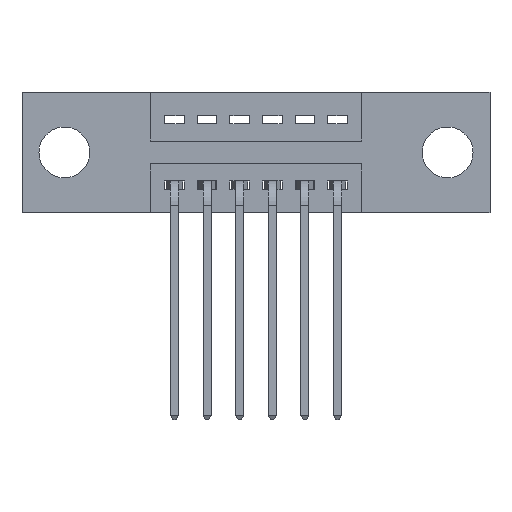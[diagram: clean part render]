
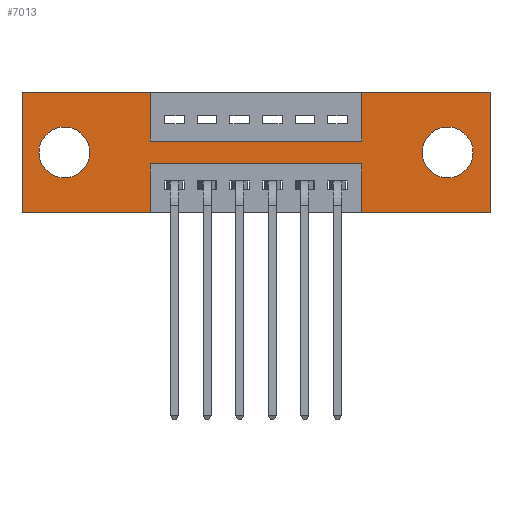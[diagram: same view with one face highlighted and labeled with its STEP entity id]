
A CAD part, front view. The second image highlights one B-rep face of the part: STEP entity #7013.
In plain terms, the highlighted planar face has unit normal (0, -1, 0).
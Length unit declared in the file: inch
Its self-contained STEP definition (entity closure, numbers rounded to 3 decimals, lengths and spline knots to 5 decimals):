
#120 = VERTEX_POINT ( 'NONE', #5814 ) ;
#313 = ORIENTED_EDGE ( 'NONE', *, *, #3683, .F. ) ;
#451 = VECTOR ( 'NONE', #3814, 39.37008 ) ;
#555 = VECTOR ( 'NONE', #9143, 39.37008 ) ;
#583 = LINE ( 'NONE', #8415, #4252 ) ;
#693 = ORIENTED_EDGE ( 'NONE', *, *, #6209, .F. ) ;
#856 = VERTEX_POINT ( 'NONE', #884 ) ;
#884 = CARTESIAN_POINT ( 'NONE',  ( 1.305, 0., -0.107 ) ) ;
#916 = AXIS2_PLACEMENT_3D ( 'NONE', #2687, #7755, #4927 ) ;
#1018 = ORIENTED_EDGE ( 'NONE', *, *, #4420, .F. ) ;
#1019 = ORIENTED_EDGE ( 'NONE', *, *, #8350, .T. ) ;
#1058 = CARTESIAN_POINT ( 'NONE',  ( 1.0425, 0., 0. ) ) ;
#1100 = LINE ( 'NONE', #1228, #8086 ) ;
#1117 = LINE ( 'NONE', #5295, #451 ) ;
#1152 = EDGE_CURVE ( 'NONE', #8182, #2588, #2689, .T. ) ;
#1228 = CARTESIAN_POINT ( 'NONE',  ( 0., 0., -0.37 ) ) ;
#1470 = CARTESIAN_POINT ( 'NONE',  ( 1.435, 0., -0.37 ) ) ;
#1605 = CARTESIAN_POINT ( 'NONE',  ( 0.3925, 0., -0.37 ) ) ;
#1620 = DIRECTION ( 'NONE',  ( 0., 1., 0. ) ) ;
#1644 = DIRECTION ( 'NONE',  ( 0., 1., 0. ) ) ;
#1658 = CARTESIAN_POINT ( 'NONE',  ( 0.13, 0., -0.107 ) ) ;
#1690 = DIRECTION ( 'NONE',  ( 0., 0., -1. ) ) ;
#1705 = EDGE_CURVE ( 'NONE', #3179, #9305, #5288, .T. ) ;
#1722 = EDGE_CURVE ( 'NONE', #856, #8368, #3794, .T. ) ;
#1749 = DIRECTION ( 'NONE',  ( 0., -1., 0. ) ) ;
#1780 = EDGE_CURVE ( 'NONE', #4926, #5146, #2198, .T. ) ;
#1787 = FACE_BOUND ( 'NONE', #7010, .T. ) ;
#1876 = LINE ( 'NONE', #1605, #2701 ) ;
#1914 = DIRECTION ( 'NONE',  ( 1., 0., 0. ) ) ;
#1971 = CARTESIAN_POINT ( 'NONE',  ( 0.3925, 0., -0.15 ) ) ;
#2088 = ORIENTED_EDGE ( 'NONE', *, *, #4688, .F. ) ;
#2164 = AXIS2_PLACEMENT_3D ( 'NONE', #8993, #1620, #1690 ) ;
#2198 = LINE ( 'NONE', #2619, #4714 ) ;
#2252 = CARTESIAN_POINT ( 'NONE',  ( 1.305, 0., -0.263 ) ) ;
#2284 = ORIENTED_EDGE ( 'NONE', *, *, #2559, .F. ) ;
#2296 = CARTESIAN_POINT ( 'NONE',  ( 0., 0., -0.37 ) ) ;
#2490 = CIRCLE ( 'NONE', #4601, 0.078 ) ;
#2559 = EDGE_CURVE ( 'NONE', #5521, #7334, #583, .T. ) ;
#2588 = VERTEX_POINT ( 'NONE', #2744 ) ;
#2596 = VECTOR ( 'NONE', #4885, 39.37008 ) ;
#2619 = CARTESIAN_POINT ( 'NONE',  ( 0., 0., -0.37 ) ) ;
#2687 = CARTESIAN_POINT ( 'NONE',  ( 1.305, 0., -0.185 ) ) ;
#2689 = LINE ( 'NONE', #8505, #3367 ) ;
#2701 = VECTOR ( 'NONE', #4642, 39.37008 ) ;
#2744 = CARTESIAN_POINT ( 'NONE',  ( 1.435, 0., 0. ) ) ;
#2773 = EDGE_CURVE ( 'NONE', #4796, #3179, #8813, .T. ) ;
#2889 = CARTESIAN_POINT ( 'NONE',  ( 0.13, 0., -0.263 ) ) ;
#2964 = CARTESIAN_POINT ( 'NONE',  ( 0.3925, 0., 0. ) ) ;
#2982 = EDGE_CURVE ( 'NONE', #8368, #856, #9367, .T. ) ;
#2992 = CARTESIAN_POINT ( 'NONE',  ( 0.13, 0., -0.185 ) ) ;
#3179 = VERTEX_POINT ( 'NONE', #1971 ) ;
#3264 = PLANE ( 'NONE',  #9271 ) ;
#3293 = CARTESIAN_POINT ( 'NONE',  ( 0., 0., -0.37 ) ) ;
#3367 = VECTOR ( 'NONE', #6364, 39.37008 ) ;
#3569 = DIRECTION ( 'NONE',  ( 1., 0., 0. ) ) ;
#3602 = ORIENTED_EDGE ( 'NONE', *, *, #9083, .F. ) ;
#3633 = FACE_BOUND ( 'NONE', #4060, .T. ) ;
#3683 = EDGE_CURVE ( 'NONE', #5146, #120, #9247, .T. ) ;
#3768 = VECTOR ( 'NONE', #3569, 39.37008 ) ;
#3772 = EDGE_CURVE ( 'NONE', #120, #4796, #8108, .T. ) ;
#3774 = DIRECTION ( 'NONE',  ( 0., 0., 1. ) ) ;
#3794 = CIRCLE ( 'NONE', #916, 0.078 ) ;
#3814 = DIRECTION ( 'NONE',  ( -1., 0., 0. ) ) ;
#3836 = CIRCLE ( 'NONE', #7669, 0.078 ) ;
#3970 = ORIENTED_EDGE ( 'NONE', *, *, #2773, .F. ) ;
#4060 = EDGE_LOOP ( 'NONE', ( #1019, #5605 ) ) ;
#4073 = CARTESIAN_POINT ( 'NONE',  ( 0.3925, 0., -0.15 ) ) ;
#4209 = CARTESIAN_POINT ( 'NONE',  ( 0., 0., 0. ) ) ;
#4252 = VECTOR ( 'NONE', #4802, 39.37008 ) ;
#4395 = DIRECTION ( 'NONE',  ( 0., 0., 1. ) ) ;
#4420 = EDGE_CURVE ( 'NONE', #9305, #8182, #4560, .T. ) ;
#4425 = LINE ( 'NONE', #5010, #2596 ) ;
#4560 = LINE ( 'NONE', #1058, #555 ) ;
#4601 = AXIS2_PLACEMENT_3D ( 'NONE', #8145, #1644, #3774 ) ;
#4642 = DIRECTION ( 'NONE',  ( 0., 0., -1. ) ) ;
#4688 = EDGE_CURVE ( 'NONE', #4798, #5521, #1100, .T. ) ;
#4714 = VECTOR ( 'NONE', #8413, 39.37008 ) ;
#4796 = VERTEX_POINT ( 'NONE', #2964 ) ;
#4798 = VERTEX_POINT ( 'NONE', #1470 ) ;
#4802 = DIRECTION ( 'NONE',  ( 0., 0., 1. ) ) ;
#4852 = VERTEX_POINT ( 'NONE', #2889 ) ;
#4885 = DIRECTION ( 'NONE',  ( 0., 0., -1. ) ) ;
#4926 = VERTEX_POINT ( 'NONE', #6067 ) ;
#4927 = DIRECTION ( 'NONE',  ( 0., 0., -1. ) ) ;
#5010 = CARTESIAN_POINT ( 'NONE',  ( 1.435, 0., 0. ) ) ;
#5146 = VERTEX_POINT ( 'NONE', #2296 ) ;
#5215 = ORIENTED_EDGE ( 'NONE', *, *, #1780, .F. ) ;
#5288 = LINE ( 'NONE', #4073, #8929 ) ;
#5295 = CARTESIAN_POINT ( 'NONE',  ( 0.3925, 0., -0.22 ) ) ;
#5334 = CARTESIAN_POINT ( 'NONE',  ( 1.0425, 0., -0.22 ) ) ;
#5521 = VERTEX_POINT ( 'NONE', #5616 ) ;
#5605 = ORIENTED_EDGE ( 'NONE', *, *, #8510, .T. ) ;
#5616 = CARTESIAN_POINT ( 'NONE',  ( 1.0425, 0., -0.37 ) ) ;
#5798 = CARTESIAN_POINT ( 'NONE',  ( 0., 0., 0. ) ) ;
#5814 = CARTESIAN_POINT ( 'NONE',  ( 0., 0., 0. ) ) ;
#6067 = CARTESIAN_POINT ( 'NONE',  ( 0.3925, 0., -0.37 ) ) ;
#6098 = ORIENTED_EDGE ( 'NONE', *, *, #2982, .T. ) ;
#6129 = CARTESIAN_POINT ( 'NONE',  ( 0.3925, 0., 0. ) ) ;
#6180 = VECTOR ( 'NONE', #9069, 39.37008 ) ;
#6209 = EDGE_CURVE ( 'NONE', #7334, #7785, #1117, .T. ) ;
#6364 = DIRECTION ( 'NONE',  ( 1., 0., 0. ) ) ;
#6384 = ORIENTED_EDGE ( 'NONE', *, *, #9200, .F. ) ;
#7010 = EDGE_LOOP ( 'NONE', ( #8999, #6098 ) ) ;
#7013 = ADVANCED_FACE ( 'NONE', ( #1787, #3633, #8193 ), #3264, .T. ) ;
#7301 = VERTEX_POINT ( 'NONE', #1658 ) ;
#7334 = VERTEX_POINT ( 'NONE', #5334 ) ;
#7669 = AXIS2_PLACEMENT_3D ( 'NONE', #2992, #8013, #4395 ) ;
#7755 = DIRECTION ( 'NONE',  ( 0., 1., 0. ) ) ;
#7785 = VERTEX_POINT ( 'NONE', #8414 ) ;
#7894 = VECTOR ( 'NONE', #7910, 39.37008 ) ;
#7910 = DIRECTION ( 'NONE',  ( 0., 0., 1. ) ) ;
#8013 = DIRECTION ( 'NONE',  ( 0., 1., 0. ) ) ;
#8036 = CARTESIAN_POINT ( 'NONE',  ( 1.0425, 0., 0. ) ) ;
#8086 = VECTOR ( 'NONE', #8595, 39.37008 ) ;
#8108 = LINE ( 'NONE', #4209, #3768 ) ;
#8145 = CARTESIAN_POINT ( 'NONE',  ( 0.13, 0., -0.185 ) ) ;
#8182 = VERTEX_POINT ( 'NONE', #8036 ) ;
#8193 = FACE_OUTER_BOUND ( 'NONE', #9122, .T. ) ;
#8195 = CARTESIAN_POINT ( 'NONE',  ( 1.0425, 0., -0.15 ) ) ;
#8350 = EDGE_CURVE ( 'NONE', #7301, #4852, #2490, .T. ) ;
#8361 = DIRECTION ( 'NONE',  ( 0., 0., -1. ) ) ;
#8368 = VERTEX_POINT ( 'NONE', #2252 ) ;
#8413 = DIRECTION ( 'NONE',  ( -1., 0., 0. ) ) ;
#8414 = CARTESIAN_POINT ( 'NONE',  ( 0.3925, 0., -0.22 ) ) ;
#8415 = CARTESIAN_POINT ( 'NONE',  ( 1.0425, 0., -0.37 ) ) ;
#8505 = CARTESIAN_POINT ( 'NONE',  ( 0., 0., 0. ) ) ;
#8510 = EDGE_CURVE ( 'NONE', #4852, #7301, #3836, .T. ) ;
#8565 = ORIENTED_EDGE ( 'NONE', *, *, #3772, .F. ) ;
#8595 = DIRECTION ( 'NONE',  ( -1., 0., 0. ) ) ;
#8748 = ORIENTED_EDGE ( 'NONE', *, *, #1152, .F. ) ;
#8813 = LINE ( 'NONE', #6129, #6180 ) ;
#8929 = VECTOR ( 'NONE', #1914, 39.37008 ) ;
#8993 = CARTESIAN_POINT ( 'NONE',  ( 1.305, 0., -0.185 ) ) ;
#8999 = ORIENTED_EDGE ( 'NONE', *, *, #1722, .T. ) ;
#9038 = ORIENTED_EDGE ( 'NONE', *, *, #1705, .F. ) ;
#9069 = DIRECTION ( 'NONE',  ( 0., 0., -1. ) ) ;
#9083 = EDGE_CURVE ( 'NONE', #2588, #4798, #4425, .T. ) ;
#9122 = EDGE_LOOP ( 'NONE', ( #6384, #693, #2284, #2088, #3602, #8748, #1018, #9038, #3970, #8565, #313, #5215 ) ) ;
#9143 = DIRECTION ( 'NONE',  ( 0., 0., 1. ) ) ;
#9200 = EDGE_CURVE ( 'NONE', #7785, #4926, #1876, .T. ) ;
#9247 = LINE ( 'NONE', #5798, #7894 ) ;
#9271 = AXIS2_PLACEMENT_3D ( 'NONE', #3293, #1749, #8361 ) ;
#9305 = VERTEX_POINT ( 'NONE', #8195 ) ;
#9367 = CIRCLE ( 'NONE', #2164, 0.078 ) ;
